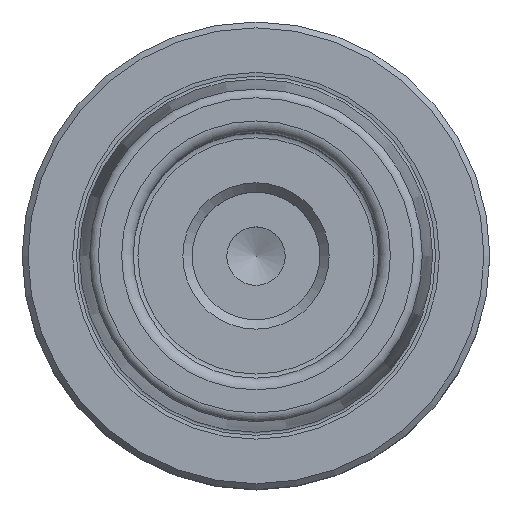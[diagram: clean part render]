
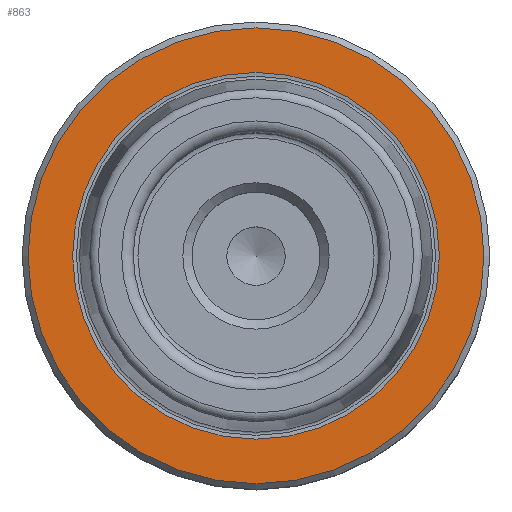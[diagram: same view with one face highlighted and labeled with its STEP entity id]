
A CAD part, top view. The second image highlights one B-rep face of the part: STEP entity #863.
In plain terms, the highlighted planar face has unit normal (0, 0, 1).
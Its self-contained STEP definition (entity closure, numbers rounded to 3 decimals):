
#35=PLANE('',#929);
#76=ORIENTED_EDGE('',*,*,#153,.T.);
#77=ORIENTED_EDGE('',*,*,#162,.F.);
#153=EDGE_CURVE('',#201,#201,#251,.T.);
#162=EDGE_CURVE('',#210,#210,#260,.T.);
#201=VERTEX_POINT('',#1209);
#210=VERTEX_POINT('',#1237);
#251=CIRCLE('',#911,19.5);
#260=CIRCLE('',#930,15.686);
#318=EDGE_LOOP('',(#76));
#319=EDGE_LOOP('',(#77));
#414=FACE_BOUND('',#318,.T.);
#415=FACE_BOUND('',#319,.T.);
#863=ADVANCED_FACE('',(#414,#415),#35,.T.);
#911=AXIS2_PLACEMENT_3D('',#1208,#1015,#1016);
#929=AXIS2_PLACEMENT_3D('',#1235,#1051,#1052);
#930=AXIS2_PLACEMENT_3D('',#1236,#1053,#1054);
#1015=DIRECTION('',(0.,0.,1.));
#1016=DIRECTION('',(1.,0.,0.));
#1051=DIRECTION('',(0.,0.,1.));
#1052=DIRECTION('',(1.,0.,0.));
#1053=DIRECTION('',(0.,0.,1.));
#1054=DIRECTION('',(1.,0.,0.));
#1208=CARTESIAN_POINT('',(0.,0.,0.));
#1209=CARTESIAN_POINT('',(19.5,0.,0.));
#1235=CARTESIAN_POINT('',(19.5,0.,0.));
#1236=CARTESIAN_POINT('',(0.,0.,0.));
#1237=CARTESIAN_POINT('',(15.686,0.,0.));
